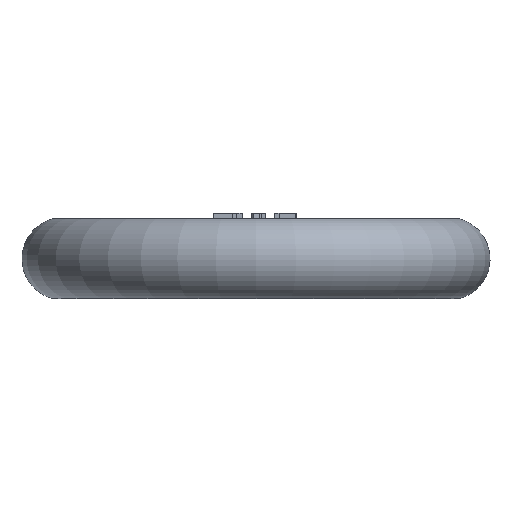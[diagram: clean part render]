
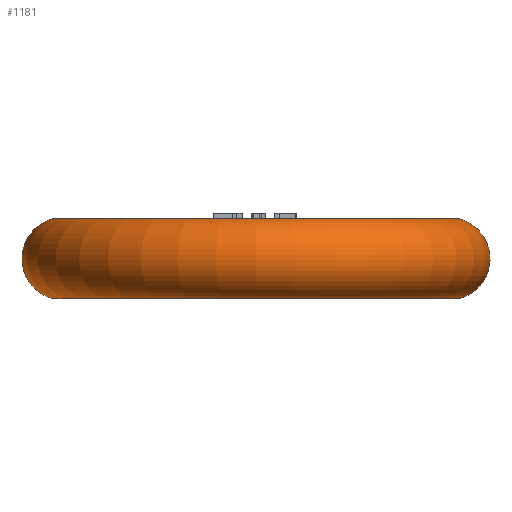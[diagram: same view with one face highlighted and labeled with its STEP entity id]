
A CAD part, front view. The second image highlights one B-rep face of the part: STEP entity #1181.
In plain terms, the highlighted toroidal (fillet/blend) face has major radius 24.214 mm and minor radius 5.163 mm.
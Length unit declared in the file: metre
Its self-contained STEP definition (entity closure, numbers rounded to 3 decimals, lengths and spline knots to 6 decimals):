
#19=TOROIDAL_SURFACE('',#1288,0.024214,0.005163);
#37=B_SPLINE_CURVE_WITH_KNOTS('',3,(#2078,#2079,#2080,#2081,#2082,#2083,
#2084),.UNSPECIFIED.,.F.,.F.,(4,1,1,1,4),(0.000075,0.00346,
0.006845,0.01023,0.013614),.UNSPECIFIED.);
#38=B_SPLINE_CURVE_WITH_KNOTS('',3,(#2086,#2087,#2088,#2089,#2090,#2091,
#2092),.UNSPECIFIED.,.F.,.F.,(4,1,1,1,4),(0.,0.003392,0.006783,
0.010175,0.013567),.UNSPECIFIED.);
#321=CIRCLE('',#1248,0.0255);
#327=CIRCLE('',#1255,0.0255);
#631=ORIENTED_EDGE('',*,*,#811,.F.);
#632=ORIENTED_EDGE('',*,*,#758,.F.);
#633=ORIENTED_EDGE('',*,*,#810,.T.);
#634=ORIENTED_EDGE('',*,*,#730,.T.);
#730=EDGE_CURVE('',#873,#872,#321,.T.);
#758=EDGE_CURVE('',#898,#899,#327,.T.);
#810=EDGE_CURVE('',#898,#873,#37,.T.);
#811=EDGE_CURVE('',#899,#872,#38,.T.);
#872=VERTEX_POINT('',#1765);
#873=VERTEX_POINT('',#1767);
#898=VERTEX_POINT('',#1844);
#899=VERTEX_POINT('',#1846);
#1008=EDGE_LOOP('',(#631,#632,#633,#634));
#1098=FACE_BOUND('',#1008,.T.);
#1181=ADVANCED_FACE('',(#1098),#19,.T.);
#1248=AXIS2_PLACEMENT_3D('',#1766,#1440,#1441);
#1255=AXIS2_PLACEMENT_3D('',#1845,#1472,#1473);
#1288=AXIS2_PLACEMENT_3D('',#2085,#1576,#1577);
#1440=DIRECTION('',(0.,0.,1.));
#1441=DIRECTION('',(1.,0.,0.));
#1472=DIRECTION('',(0.,0.,1.));
#1473=DIRECTION('',(1.,0.,0.));
#1576=DIRECTION('',(0.,0.,1.));
#1577=DIRECTION('',(1.,0.,0.));
#1765=CARTESIAN_POINT('',(0.020248,0.0155,0.));
#1766=CARTESIAN_POINT('',(0.,0.,0.));
#1767=CARTESIAN_POINT('',(-0.020248,0.0155,0.));
#1844=CARTESIAN_POINT('',(-0.020248,0.0155,0.01));
#1845=CARTESIAN_POINT('',(0.,0.,0.01));
#1846=CARTESIAN_POINT('',(0.020248,0.0155,0.01));
#2078=CARTESIAN_POINT('',(-0.020248,0.0155,0.01));
#2079=CARTESIAN_POINT('',(-0.021183,0.0161,0.009715));
#2080=CARTESIAN_POINT('',(-0.02285,0.017182,0.008409));
#2081=CARTESIAN_POINT('',(-0.023838,0.017827,0.005007));
#2082=CARTESIAN_POINT('',(-0.022863,0.017191,0.001607));
#2083=CARTESIAN_POINT('',(-0.021183,0.0161,0.000285));
#2084=CARTESIAN_POINT('',(-0.020248,0.0155,0.));
#2085=CARTESIAN_POINT('',(0.,0.,0.005));
#2086=CARTESIAN_POINT('',(0.020248,0.0155,0.01));
#2087=CARTESIAN_POINT('',(0.021183,0.0161,0.009715));
#2088=CARTESIAN_POINT('',(0.022851,0.017183,0.008408));
#2089=CARTESIAN_POINT('',(0.023839,0.017828,0.005003));
#2090=CARTESIAN_POINT('',(0.022857,0.017187,0.001599));
#2091=CARTESIAN_POINT('',(0.021183,0.0161,0.000285));
#2092=CARTESIAN_POINT('',(0.020248,0.0155,0.));
